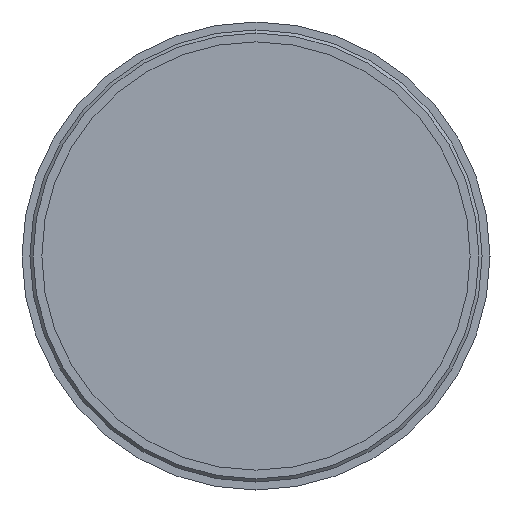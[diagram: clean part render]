
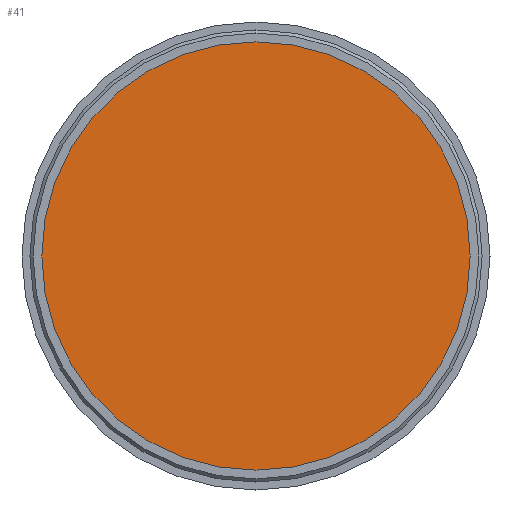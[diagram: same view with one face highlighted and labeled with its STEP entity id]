
A CAD part, left-side view. The second image highlights one B-rep face of the part: STEP entity #41.
In plain terms, the highlighted planar face has unit normal (-1, 0, 0).
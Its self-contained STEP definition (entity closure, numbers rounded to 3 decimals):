
#10 = EDGE_CURVE ( 'NONE', #275, #245, #564, .T. ) ;
#41 = ADVANCED_FACE ( 'NONE', ( #606 ), #756, .T. ) ;
#60 = AXIS2_PLACEMENT_3D ( 'NONE', #689, #654, #741 ) ;
#132 = ORIENTED_EDGE ( 'NONE', *, *, #837, .T. ) ;
#154 = ORIENTED_EDGE ( 'NONE', *, *, #10, .T. ) ;
#171 = AXIS2_PLACEMENT_3D ( 'NONE', #746, #674, #666 ) ;
#198 = AXIS2_PLACEMENT_3D ( 'NONE', #456, #453, #436 ) ;
#245 = VERTEX_POINT ( 'NONE', #663 ) ;
#275 = VERTEX_POINT ( 'NONE', #457 ) ;
#436 = DIRECTION ( 'NONE',  ( 0., 0., 1. ) ) ;
#453 = DIRECTION ( 'NONE',  ( -1., 0., 0. ) ) ;
#456 = CARTESIAN_POINT ( 'NONE',  ( 3., 0., 0. ) ) ;
#457 = CARTESIAN_POINT ( 'NONE',  ( 3., 0., 13.5 ) ) ;
#481 = CIRCLE ( 'NONE', #198, 13.5 ) ;
#563 = EDGE_LOOP ( 'NONE', ( #154, #132 ) ) ;
#564 = CIRCLE ( 'NONE', #60, 13.5 ) ;
#606 = FACE_OUTER_BOUND ( 'NONE', #563, .T. ) ;
#654 = DIRECTION ( 'NONE',  ( -1., 0., 0. ) ) ;
#663 = CARTESIAN_POINT ( 'NONE',  ( 3., 0., -13.5 ) ) ;
#666 = DIRECTION ( 'NONE',  ( 0., 0., 1. ) ) ;
#674 = DIRECTION ( 'NONE',  ( -1., 0., 0. ) ) ;
#689 = CARTESIAN_POINT ( 'NONE',  ( 3., 0., 0. ) ) ;
#741 = DIRECTION ( 'NONE',  ( 0., 0., 1. ) ) ;
#746 = CARTESIAN_POINT ( 'NONE',  ( 3., 0., 0. ) ) ;
#756 = PLANE ( 'NONE',  #171 ) ;
#837 = EDGE_CURVE ( 'NONE', #245, #275, #481, .T. ) ;
